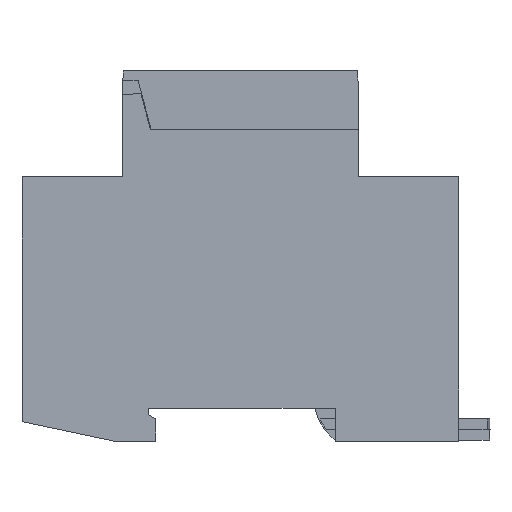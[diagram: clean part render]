
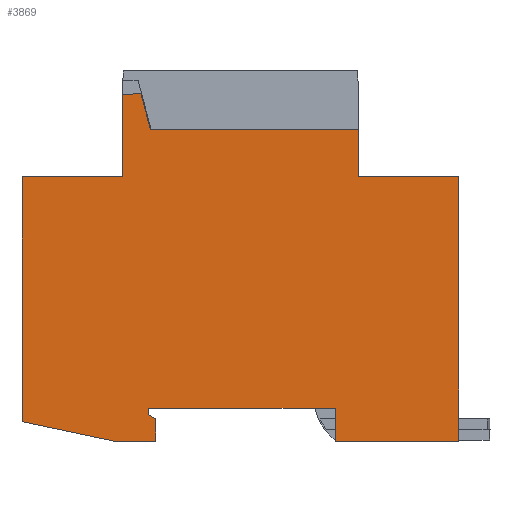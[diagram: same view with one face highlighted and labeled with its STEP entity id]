
A CAD part, left-side view. The second image highlights one B-rep face of the part: STEP entity #3869.
In plain terms, the highlighted planar face has unit normal (-1, 0, 0).
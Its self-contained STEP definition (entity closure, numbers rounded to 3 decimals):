
#3177=FACE_OUTER_BOUND('',#6532,.T.);
#3869=ADVANCED_FACE('',(#3177),#4288,.F.);
#4288=PLANE('',#12358);
#4809=LINE('',#16882,#5622);
#4814=LINE('',#16907,#5627);
#4823=LINE('',#16927,#5636);
#4824=LINE('',#16929,#5637);
#4829=LINE('',#16939,#5642);
#4836=LINE('',#16952,#5649);
#4844=LINE('',#16968,#5657);
#4911=LINE('',#17108,#5724);
#4961=LINE('',#17208,#5774);
#4974=LINE('',#17236,#5787);
#4977=LINE('',#17242,#5790);
#4980=LINE('',#17248,#5793);
#4987=LINE('',#17261,#5800);
#4989=LINE('',#17265,#5802);
#5041=LINE('',#17368,#5854);
#5060=LINE('',#17405,#5873);
#5061=LINE('',#17407,#5874);
#5622=VECTOR('',#13674,1.);
#5627=VECTOR('',#13697,1.);
#5636=VECTOR('',#13710,1.);
#5637=VECTOR('',#13713,1.);
#5642=VECTOR('',#13720,1.);
#5649=VECTOR('',#13731,1.);
#5657=VECTOR('',#13747,1.);
#5724=VECTOR('',#13864,1.);
#5774=VECTOR('',#13946,1.);
#5787=VECTOR('',#13967,1.);
#5790=VECTOR('',#13972,1.);
#5793=VECTOR('',#13977,1.);
#5800=VECTOR('',#13988,1.);
#5802=VECTOR('',#13992,1.);
#5854=VECTOR('',#14078,1.);
#5873=VECTOR('',#14117,1.);
#5874=VECTOR('',#14120,1.);
#6532=EDGE_LOOP('',(#8330,#8331,#8332,#8333,#8334,#8335,#8336,#8337,#8338,
#8339,#8340,#8341,#8342,#8343,#8344,#8345,#8346));
#8330=ORIENTED_EDGE('',*,*,#10839,.T.);
#8331=ORIENTED_EDGE('',*,*,#10759,.T.);
#8332=ORIENTED_EDGE('',*,*,#10756,.T.);
#8333=ORIENTED_EDGE('',*,*,#10753,.T.);
#8334=ORIENTED_EDGE('',*,*,#10766,.T.);
#8335=ORIENTED_EDGE('',*,*,#10768,.T.);
#8336=ORIENTED_EDGE('',*,*,#10740,.T.);
#8337=ORIENTED_EDGE('',*,*,#10690,.T.);
#8338=ORIENTED_EDGE('',*,*,#10840,.F.);
#8339=ORIENTED_EDGE('',*,*,#10582,.T.);
#8340=ORIENTED_EDGE('',*,*,#10603,.F.);
#8341=ORIENTED_EDGE('',*,*,#10623,.F.);
#8342=ORIENTED_EDGE('',*,*,#10602,.T.);
#8343=ORIENTED_EDGE('',*,*,#10608,.T.);
#8344=ORIENTED_EDGE('',*,*,#10615,.F.);
#8345=ORIENTED_EDGE('',*,*,#10593,.T.);
#8346=ORIENTED_EDGE('',*,*,#10820,.T.);
#9592=VERTEX_POINT('',#16880);
#9594=VERTEX_POINT('',#16883);
#9604=VERTEX_POINT('',#16906);
#9605=VERTEX_POINT('',#16908);
#9611=VERTEX_POINT('',#16922);
#9613=VERTEX_POINT('',#16926);
#9614=VERTEX_POINT('',#16930);
#9617=VERTEX_POINT('',#16938);
#9673=VERTEX_POINT('',#17107);
#9674=VERTEX_POINT('',#17109);
#9708=VERTEX_POINT('',#17209);
#9719=VERTEX_POINT('',#17237);
#9720=VERTEX_POINT('',#17238);
#9721=VERTEX_POINT('',#17243);
#9723=VERTEX_POINT('',#17249);
#9726=VERTEX_POINT('',#17260);
#9761=VERTEX_POINT('',#17367);
#10582=EDGE_CURVE('',#9594,#9592,#4809,.T.);
#10593=EDGE_CURVE('',#9605,#9604,#4814,.T.);
#10602=EDGE_CURVE('',#9611,#9613,#4823,.T.);
#10603=EDGE_CURVE('',#9614,#9592,#4824,.T.);
#10608=EDGE_CURVE('',#9613,#9617,#4829,.T.);
#10615=EDGE_CURVE('',#9605,#9617,#4836,.T.);
#10623=EDGE_CURVE('',#9611,#9614,#4844,.T.);
#10690=EDGE_CURVE('',#9674,#9673,#4911,.T.);
#10740=EDGE_CURVE('',#9708,#9674,#4961,.T.);
#10753=EDGE_CURVE('',#9719,#9720,#4974,.T.);
#10756=EDGE_CURVE('',#9721,#9719,#4977,.T.);
#10759=EDGE_CURVE('',#9723,#9721,#4980,.T.);
#10766=EDGE_CURVE('',#9720,#9726,#4987,.T.);
#10768=EDGE_CURVE('',#9726,#9708,#4989,.T.);
#10820=EDGE_CURVE('',#9604,#9761,#5041,.T.);
#10839=EDGE_CURVE('',#9761,#9723,#5060,.T.);
#10840=EDGE_CURVE('',#9594,#9673,#5061,.T.);
#12358=AXIS2_PLACEMENT_3D('',#17408,#14121,#14122);
#13674=DIRECTION('',(0.,1.,0.));
#13697=DIRECTION('',(0.,1.,0.));
#13710=DIRECTION('',(0.,0.259,0.966));
#13713=DIRECTION('',(0.,0.,-1.));
#13720=DIRECTION('',(0.,0.998,-0.056));
#13731=DIRECTION('',(0.,0.,1.));
#13747=DIRECTION('',(0.,-1.,0.));
#13864=DIRECTION('',(0.,-1.,0.));
#13946=DIRECTION('',(0.,-0.009,-1.));
#13967=DIRECTION('',(0.,0.866,0.5));
#13972=DIRECTION('',(0.,0.,1.));
#13977=DIRECTION('',(0.,-1.,0.));
#13988=DIRECTION('',(0.,-0.009,1.));
#13992=DIRECTION('',(0.,-1.,0.));
#14078=DIRECTION('',(0.,0.,-1.));
#14117=DIRECTION('',(0.,-0.978,-0.208));
#14120=DIRECTION('',(0.,0.,-1.));
#14121=DIRECTION('',(1.,0.,0.));
#14122=DIRECTION('',(0.,1.,0.));
#16880=CARTESIAN_POINT('',(0.,24.9,50.2));
#16882=CARTESIAN_POINT('',(0.,47.4,50.2));
#16883=CARTESIAN_POINT('',(0.,5.9,50.2));
#16906=CARTESIAN_POINT('',(0.,88.9,50.2));
#16907=CARTESIAN_POINT('',(0.,82.65,50.2));
#16908=CARTESIAN_POINT('',(0.,69.9,50.2));
#16922=CARTESIAN_POINT('',(0.,64.5,59.2));
#16926=CARTESIAN_POINT('',(0.,66.322,66.));
#16927=CARTESIAN_POINT('',(0.,53.773,19.167));
#16929=CARTESIAN_POINT('',(0.,24.9,58.525));
#16930=CARTESIAN_POINT('',(0.,24.9,59.2));
#16938=CARTESIAN_POINT('',(0.,69.9,65.8));
#16939=CARTESIAN_POINT('',(0.,49.973,66.914));
#16952=CARTESIAN_POINT('',(0.,69.9,20.875));
#16968=CARTESIAN_POINT('',(0.,47.4,59.2));
#17107=CARTESIAN_POINT('',(0.,5.9,0.));
#17108=CARTESIAN_POINT('',(0.,47.4,0.));
#17109=CARTESIAN_POINT('',(0.,29.345,0.));
#17208=CARTESIAN_POINT('',(0.,29.529,21.031));
#17209=CARTESIAN_POINT('',(0.,29.4,6.2));
#17236=CARTESIAN_POINT('',(0.,63.45,4.207));
#17237=CARTESIAN_POINT('',(0.,63.45,4.207));
#17238=CARTESIAN_POINT('',(0.,64.91,5.05));
#17242=CARTESIAN_POINT('',(0.,63.45,0.5));
#17243=CARTESIAN_POINT('',(0.,63.45,0.));
#17248=CARTESIAN_POINT('',(0.,47.4,0.));
#17249=CARTESIAN_POINT('',(0.,71.6,0.));
#17260=CARTESIAN_POINT('',(0.,64.9,6.2));
#17261=CARTESIAN_POINT('',(0.,64.91,5.05));
#17265=CARTESIAN_POINT('',(0.,47.4,6.2));
#17367=CARTESIAN_POINT('',(0.,88.9,3.677));
#17368=CARTESIAN_POINT('',(0.,88.9,41.75));
#17405=CARTESIAN_POINT('',(0.,88.107,3.509));
#17407=CARTESIAN_POINT('',(0.,5.9,41.75));
#17408=CARTESIAN_POINT('',(0.,47.4,20.875));
